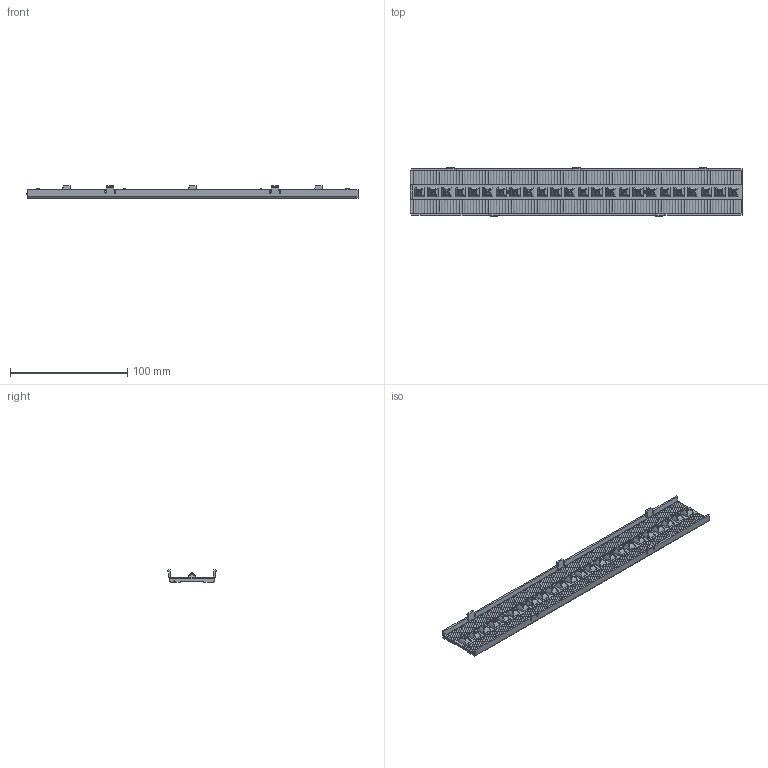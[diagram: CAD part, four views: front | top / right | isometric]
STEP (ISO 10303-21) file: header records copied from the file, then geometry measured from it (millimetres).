
FILE_DESCRIPTION((''),'2;1');
FILE_NAME('TS24XX-L280A60L-V1','2022-11-10T07:59:07',('Administrator'),(''),'CREO PARAMETRIC BY PTC INC, 2018020','CREO PARAMETRIC BY PTC INC, 2018020','');
FILE_SCHEMA(('CONFIG_CONTROL_DESIGN'));
Products named in the file (1): TS24XX-L280A60L-V1
Bounding box: 283.03 x 41.77 x 10.24 mm (x, y, z)
Volume: 34249.5 mm3; surface area: 40531.2 mm2
Topology: 1 solids, 51 shells, 3538 faces, 9064 edges, 5393 vertices
Faces by surface type: bspline 1298, plane 896, cylinder 742, extrusion 576, cone 18, torus 8
Entity records: 181458 total; most frequent: CARTESIAN_POINT 111802, ORIENTED_EDGE 16972, EDGE_CURVE 8776, DIRECTION 8661, B_SPLINE_CURVE_WITH_KNOTS 5523, VERTEX_POINT 5393, EDGE_LOOP 3641, FACE_OUTER_BOUND 3538
